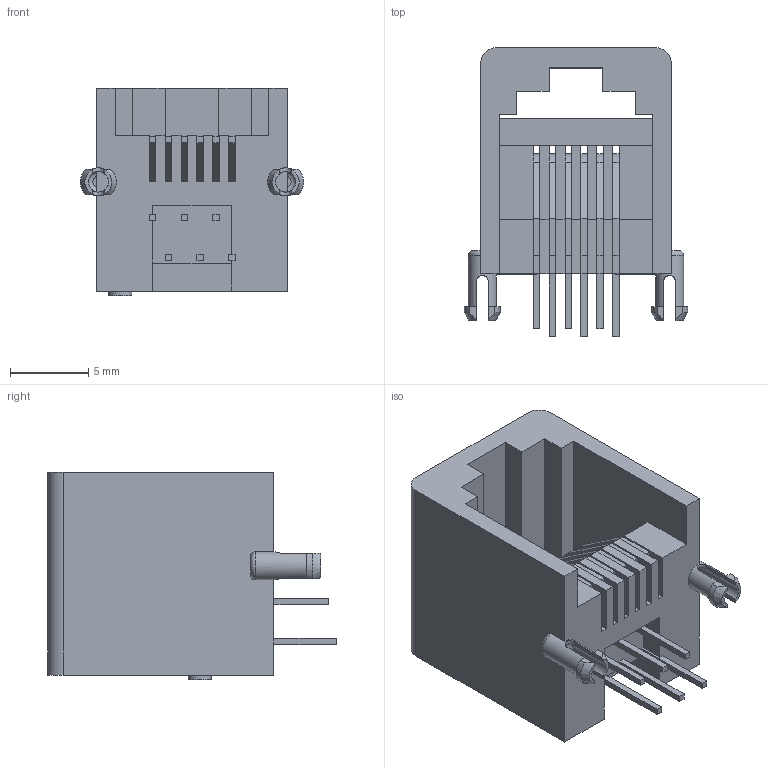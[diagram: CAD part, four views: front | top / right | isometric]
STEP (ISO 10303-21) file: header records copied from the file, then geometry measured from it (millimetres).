
FILE_DESCRIPTION(/* description */ ('','CAx-IF Rec.Pracs.---Representation and Presentation of Product Manufacturing Information (PMI)---4.0---2014-10-13'),/* implementation_level */ '2;1');
FILE_NAME(/* name */ '520186646.stp',/* time_stamp */ '2020-11-25T09:40:50-04:00',/* author */ ('lvasquez'),/* organization */ (''),/* preprocessor_version */ 'ST-DEVELOPER v17',/* originating_system */ 'Autodesk Inventor 2019',/* authorisation */ '');
FILE_SCHEMA (('AP242_MANAGED_MODEL_BASED_3D_ENGINEERING_MIM_LF { 1 0 10303 442 1 1 4 }'));
Length unit declared in the file: millimetre
Products named in the file (1): 520186646
Bounding box: 14.3 x 18.5 x 13.3 mm (x, y, z)
Volume: 1134.6 mm3; surface area: 1922.2 mm2
Topology: 1 solids, 1 shells, 261 faces, 801 edges, 524 vertices
Faces by surface type: plane 214, cylinder 39, cone 4, torus 4
Full cylindrical faces by diameter (mm): 1.306 x2, 1.5 x1, 1.8 x2
Entity records: 9423 total; most frequent: CARTESIAN_POINT 1918, ORIENTED_EDGE 1602, DIRECTION 1423, EDGE_CURVE 801, LINE 673, VECTOR 673, VERTEX_POINT 524, AXIS2_PLACEMENT_3D 379
